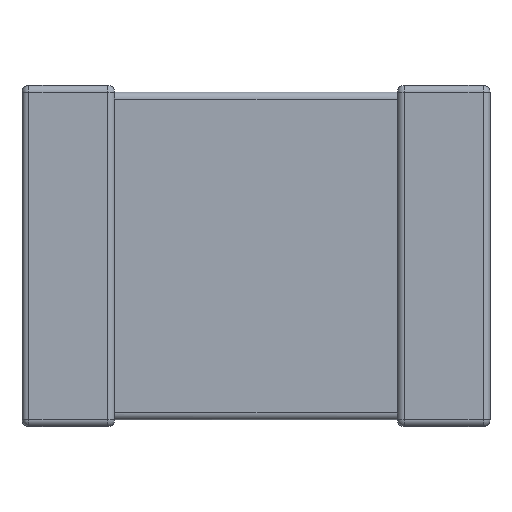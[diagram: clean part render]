
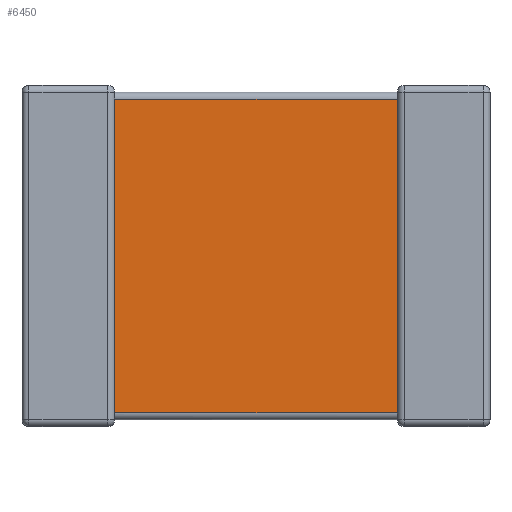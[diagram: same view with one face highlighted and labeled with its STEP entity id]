
A CAD part, front view. The second image highlights one B-rep face of the part: STEP entity #6450.
In plain terms, the highlighted planar face has unit normal (0, -1, 0).
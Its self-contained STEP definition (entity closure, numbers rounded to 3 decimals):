
#63 = ORIENTED_EDGE ( 'NONE', *, *, #2595, .F. ) ;
#316 = VERTEX_POINT ( 'NONE', #2154 ) ;
#521 = LINE ( 'NONE', #5184, #6278 ) ;
#815 = DIRECTION ( 'NONE',  ( 0., -1., 0. ) ) ;
#906 = LINE ( 'NONE', #3254, #7556 ) ;
#1301 = LINE ( 'NONE', #1805, #1903 ) ;
#1330 = VERTEX_POINT ( 'NONE', #2724 ) ;
#1579 = DIRECTION ( 'NONE',  ( 1., 0., 0. ) ) ;
#1805 = CARTESIAN_POINT ( 'NONE',  ( 0.95, 0.07, -3.5 ) ) ;
#1903 = VECTOR ( 'NONE', #2412, 1000. ) ;
#1952 = DIRECTION ( 'NONE',  ( 1., 0., 0. ) ) ;
#2154 = CARTESIAN_POINT ( 'NONE',  ( 3.85, 0.07, -3.36 ) ) ;
#2292 = DIRECTION ( 'NONE',  ( 0., 0., 1. ) ) ;
#2412 = DIRECTION ( 'NONE',  ( 0., 0., 1. ) ) ;
#2595 = EDGE_CURVE ( 'NONE', #1330, #5481, #1301, .T. ) ;
#2724 = CARTESIAN_POINT ( 'NONE',  ( 0.95, 0.07, -3.36 ) ) ;
#2826 = ORIENTED_EDGE ( 'NONE', *, *, #3497, .T. ) ;
#2972 = EDGE_LOOP ( 'NONE', ( #63, #5838, #2826, #6124 ) ) ;
#2982 = FACE_OUTER_BOUND ( 'NONE', #2972, .T. ) ;
#3254 = CARTESIAN_POINT ( 'NONE',  ( 3.85, 0.07, -3.36 ) ) ;
#3497 = EDGE_CURVE ( 'NONE', #316, #7248, #521, .T. ) ;
#3766 = EDGE_CURVE ( 'NONE', #7248, #5481, #7170, .T. ) ;
#3805 = CARTESIAN_POINT ( 'NONE',  ( 0.95, 0.07, -0.14 ) ) ;
#4185 = VECTOR ( 'NONE', #6617, 1000. ) ;
#4296 = CARTESIAN_POINT ( 'NONE',  ( 0.95, 0.07, -0.14 ) ) ;
#4769 = AXIS2_PLACEMENT_3D ( 'NONE', #6625, #815, #1952 ) ;
#5184 = CARTESIAN_POINT ( 'NONE',  ( 3.85, 0.07, -3.5 ) ) ;
#5481 = VERTEX_POINT ( 'NONE', #3805 ) ;
#5838 = ORIENTED_EDGE ( 'NONE', *, *, #6978, .T. ) ;
#6124 = ORIENTED_EDGE ( 'NONE', *, *, #3766, .T. ) ;
#6278 = VECTOR ( 'NONE', #2292, 1000. ) ;
#6450 = ADVANCED_FACE ( 'NONE', ( #2982 ), #7095, .T. ) ;
#6617 = DIRECTION ( 'NONE',  ( -1., 0., 0. ) ) ;
#6625 = CARTESIAN_POINT ( 'NONE',  ( 0.95, 0.07, -3.5 ) ) ;
#6978 = EDGE_CURVE ( 'NONE', #1330, #316, #906, .T. ) ;
#7058 = CARTESIAN_POINT ( 'NONE',  ( 3.85, 0.07, -0.14 ) ) ;
#7095 = PLANE ( 'NONE',  #4769 ) ;
#7170 = LINE ( 'NONE', #4296, #4185 ) ;
#7248 = VERTEX_POINT ( 'NONE', #7058 ) ;
#7556 = VECTOR ( 'NONE', #1579, 1000. ) ;
